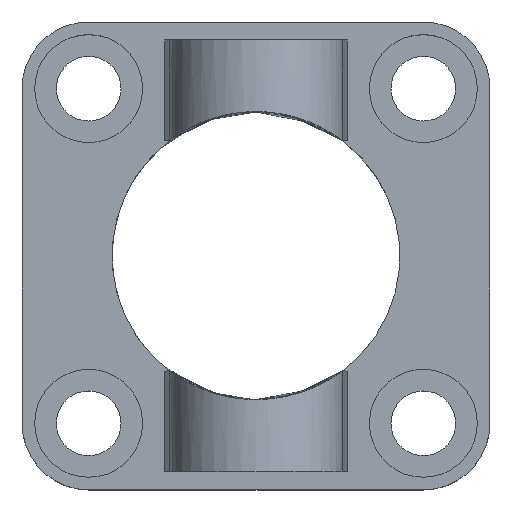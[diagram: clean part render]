
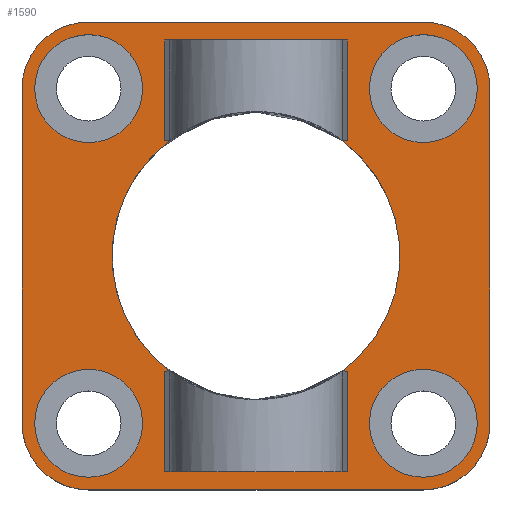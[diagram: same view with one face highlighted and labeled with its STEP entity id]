
A CAD part, top view. The second image highlights one B-rep face of the part: STEP entity #1590.
In plain terms, the highlighted planar face has unit normal (0, 0, 1).
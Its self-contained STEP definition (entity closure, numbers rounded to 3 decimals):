
#49=CARTESIAN_POINT('',(32.5,-23.25,11.0));
#50=VERTEX_POINT('',#49);
#51=CARTESIAN_POINT('',(23.25,-32.5,11.0));
#52=VERTEX_POINT('',#51);
#53=CARTESIAN_POINT('',(23.25,-23.25,11.0));
#54=DIRECTION('',(0.0,0.0,-1.));
#55=DIRECTION('',(0.707,-0.707,0.0));
#56=AXIS2_PLACEMENT_3D('',#53,#54,#55);
#57=CIRCLE('',#56,9.25);
#58=EDGE_CURVE('',#50,#52,#57,.T.);
#100=CARTESIAN_POINT('',(32.5,23.25,11.0));
#101=VERTEX_POINT('',#100);
#108=CARTESIAN_POINT('',(32.5,23.25,11.0));
#109=DIRECTION('',(0.0,-1.0,0.0));
#110=VECTOR('',#109,46.5);
#111=LINE('',#108,#110);
#112=EDGE_CURVE('',#101,#50,#111,.T.);
#236=CARTESIAN_POINT('',(-32.5,23.25,11.0));
#237=VERTEX_POINT('',#236);
#238=CARTESIAN_POINT('',(-23.25,32.5,11.0));
#239=VERTEX_POINT('',#238);
#240=CARTESIAN_POINT('',(-23.25,23.25,11.0));
#241=DIRECTION('',(0.0,0.0,-1.));
#242=DIRECTION('',(-0.707,0.707,0.0));
#243=AXIS2_PLACEMENT_3D('',#240,#241,#242);
#244=CIRCLE('',#243,9.25);
#245=EDGE_CURVE('',#237,#239,#244,.T.);
#269=CARTESIAN_POINT('',(23.25,32.5,11.0));
#270=VERTEX_POINT('',#269);
#271=CARTESIAN_POINT('',(-23.25,32.5,11.0));
#272=DIRECTION('',(1.0,0.0,0.0));
#273=VECTOR('',#272,46.5);
#274=LINE('',#271,#273);
#275=EDGE_CURVE('',#239,#270,#274,.T.);
#292=CARTESIAN_POINT('',(23.25,23.25,11.0));
#293=DIRECTION('',(0.0,0.0,-1.));
#294=DIRECTION('',(0.707,0.707,0.0));
#295=AXIS2_PLACEMENT_3D('',#292,#293,#294);
#296=CIRCLE('',#295,9.25);
#297=EDGE_CURVE('',#270,#101,#296,.T.);
#310=CARTESIAN_POINT('',(-23.25,-32.5,11.0));
#311=VERTEX_POINT('',#310);
#312=CARTESIAN_POINT('',(-32.5,-23.25,11.0));
#313=VERTEX_POINT('',#312);
#314=CARTESIAN_POINT('',(-23.25,-23.25,11.0));
#315=DIRECTION('',(0.0,0.0,-1.));
#316=DIRECTION('',(-0.707,-0.707,0.0));
#317=AXIS2_PLACEMENT_3D('',#314,#315,#316);
#318=CIRCLE('',#317,9.25);
#319=EDGE_CURVE('',#311,#313,#318,.T.);
#345=CARTESIAN_POINT('',(-32.5,-23.25,11.0));
#346=DIRECTION('',(0.0,1.0,0.0));
#347=VECTOR('',#346,46.5);
#348=LINE('',#345,#347);
#349=EDGE_CURVE('',#313,#237,#348,.T.);
#380=CARTESIAN_POINT('',(30.75,-23.25,11.0));
#381=VERTEX_POINT('',#380);
#382=CARTESIAN_POINT('',(23.25,-23.25,11.0));
#383=DIRECTION('',(0.0,0.0,-1.0));
#384=DIRECTION('',(1.0,0.0,0.0));
#385=AXIS2_PLACEMENT_3D('',#382,#383,#384);
#386=CIRCLE('',#385,7.5);
#387=EDGE_CURVE('',#381,#381,#386,.T.);
#449=CARTESIAN_POINT('',(30.75,23.25,11.0));
#450=VERTEX_POINT('',#449);
#451=CARTESIAN_POINT('',(23.25,23.25,11.0));
#452=DIRECTION('',(0.0,0.0,-1.0));
#453=DIRECTION('',(1.0,0.0,0.0));
#454=AXIS2_PLACEMENT_3D('',#451,#452,#453);
#455=CIRCLE('',#454,7.5);
#456=EDGE_CURVE('',#450,#450,#455,.T.);
#518=CARTESIAN_POINT('',(-15.75,23.25,11.0));
#519=VERTEX_POINT('',#518);
#520=CARTESIAN_POINT('',(-23.25,23.25,11.0));
#521=DIRECTION('',(0.0,0.0,-1.0));
#522=DIRECTION('',(1.0,0.0,0.0));
#523=AXIS2_PLACEMENT_3D('',#520,#521,#522);
#524=CIRCLE('',#523,7.5);
#525=EDGE_CURVE('',#519,#519,#524,.T.);
#587=CARTESIAN_POINT('',(-15.75,-23.25,11.0));
#588=VERTEX_POINT('',#587);
#589=CARTESIAN_POINT('',(-23.25,-23.25,11.0));
#590=DIRECTION('',(0.0,0.0,-1.0));
#591=DIRECTION('',(1.0,0.0,0.0));
#592=AXIS2_PLACEMENT_3D('',#589,#590,#591);
#593=CIRCLE('',#592,7.5);
#594=EDGE_CURVE('',#588,#588,#593,.T.);
#1036=CARTESIAN_POINT('',(-12.,16.,11.));
#1037=VERTEX_POINT('',#1036);
#1046=CARTESIAN_POINT('',(-12.,-16.,11.));
#1047=VERTEX_POINT('',#1046);
#1048=CARTESIAN_POINT('',(0.0,0.0,11.));
#1049=DIRECTION('',(0.0,0.0,-1.0));
#1050=DIRECTION('',(-1.0,0.0,0.0));
#1051=AXIS2_PLACEMENT_3D('',#1048,#1049,#1050);
#1052=CIRCLE('',#1051,20.0);
#1053=EDGE_CURVE('',#1047,#1037,#1052,.T.);
#1132=CARTESIAN_POINT('',(12.,-16.,11.));
#1133=VERTEX_POINT('',#1132);
#1140=CARTESIAN_POINT('',(12.,16.,11.));
#1141=VERTEX_POINT('',#1140);
#1142=CARTESIAN_POINT('',(0.0,0.0,11.));
#1143=DIRECTION('',(0.0,0.0,-1.0));
#1144=DIRECTION('',(-1.0,0.0,0.0));
#1145=AXIS2_PLACEMENT_3D('',#1142,#1143,#1144);
#1146=CIRCLE('',#1145,20.0);
#1147=EDGE_CURVE('',#1141,#1133,#1146,.T.);
#1250=CARTESIAN_POINT('',(12.71,-30.0,11.0));
#1251=VERTEX_POINT('',#1250);
#1258=CARTESIAN_POINT('',(12.71,-16.,11.));
#1259=VERTEX_POINT('',#1258);
#1260=CARTESIAN_POINT('',(12.71,-16.,11.));
#1261=DIRECTION('',(0.0,-1.0,0.0));
#1262=VECTOR('',#1261,14.);
#1263=LINE('',#1260,#1262);
#1264=EDGE_CURVE('',#1259,#1251,#1263,.T.);
#1306=CARTESIAN_POINT('',(-12.71,-16.,11.));
#1307=VERTEX_POINT('',#1306);
#1314=CARTESIAN_POINT('',(-12.71,-30.0,11.0));
#1315=VERTEX_POINT('',#1314);
#1316=CARTESIAN_POINT('',(-12.71,-30.0,11.0));
#1317=DIRECTION('',(0.0,1.0,0.0));
#1318=VECTOR('',#1317,14.);
#1319=LINE('',#1316,#1318);
#1320=EDGE_CURVE('',#1315,#1307,#1319,.T.);
#1338=CARTESIAN_POINT('',(-12.,-16.,11.));
#1339=DIRECTION('',(-1.0,0.0,0.0));
#1340=VECTOR('',#1339,0.71);
#1341=LINE('',#1338,#1340);
#1342=EDGE_CURVE('',#1047,#1307,#1341,.T.);
#1355=CARTESIAN_POINT('',(12.71,-16.,11.));
#1356=DIRECTION('',(-1.0,0.0,0.0));
#1357=VECTOR('',#1356,0.71);
#1358=LINE('',#1355,#1357);
#1359=EDGE_CURVE('',#1259,#1133,#1358,.T.);
#1370=CARTESIAN_POINT('',(-12.71,16.,11.));
#1371=VERTEX_POINT('',#1370);
#1378=CARTESIAN_POINT('',(-12.,16.,11.));
#1379=DIRECTION('',(-1.0,0.0,0.0));
#1380=VECTOR('',#1379,0.71);
#1381=LINE('',#1378,#1380);
#1382=EDGE_CURVE('',#1037,#1371,#1381,.T.);
#1393=CARTESIAN_POINT('',(12.71,16.,11.));
#1394=VERTEX_POINT('',#1393);
#1395=CARTESIAN_POINT('',(12.71,16.,11.));
#1396=DIRECTION('',(-1.0,0.0,0.0));
#1397=VECTOR('',#1396,0.71);
#1398=LINE('',#1395,#1397);
#1399=EDGE_CURVE('',#1394,#1141,#1398,.T.);
#1416=CARTESIAN_POINT('',(12.71,-30.0,11.0));
#1417=DIRECTION('',(-1.0,0.0,0.0));
#1418=VECTOR('',#1417,25.42);
#1419=LINE('',#1416,#1418);
#1420=EDGE_CURVE('',#1251,#1315,#1419,.T.);
#1437=CARTESIAN_POINT('',(12.71,30.0,11.0));
#1438=VERTEX_POINT('',#1437);
#1439=CARTESIAN_POINT('',(12.71,30.0,11.0));
#1440=DIRECTION('',(0.0,-1.0,0.0));
#1441=VECTOR('',#1440,14.);
#1442=LINE('',#1439,#1441);
#1443=EDGE_CURVE('',#1438,#1394,#1442,.T.);
#1494=CARTESIAN_POINT('',(-12.71,30.0,11.0));
#1495=VERTEX_POINT('',#1494);
#1502=CARTESIAN_POINT('',(-12.71,16.,11.));
#1503=DIRECTION('',(0.0,1.0,0.0));
#1504=VECTOR('',#1503,14.);
#1505=LINE('',#1502,#1504);
#1506=EDGE_CURVE('',#1371,#1495,#1505,.T.);
#1518=CARTESIAN_POINT('',(-12.71,30.0,11.0));
#1519=DIRECTION('',(1.0,0.0,0.0));
#1520=VECTOR('',#1519,25.42);
#1521=LINE('',#1518,#1520);
#1522=EDGE_CURVE('',#1495,#1438,#1521,.T.);
#1538=CARTESIAN_POINT('',(23.25,-32.5,11.0));
#1539=DIRECTION('',(-1.0,0.0,0.0));
#1540=VECTOR('',#1539,46.5);
#1541=LINE('',#1538,#1540);
#1542=EDGE_CURVE('',#52,#311,#1541,.T.);
#1549=CARTESIAN_POINT('',(0.0,0.,11.0));
#1550=DIRECTION('',(0.0,0.0,1.0));
#1551=DIRECTION('',(1.0,0.0,0.0));
#1552=AXIS2_PLACEMENT_3D('',#1549,#1550,#1551);
#1553=PLANE('',#1552);
#1554=ORIENTED_EDGE('',*,*,#58,.F.);
#1555=ORIENTED_EDGE('',*,*,#112,.F.);
#1556=ORIENTED_EDGE('',*,*,#297,.F.);
#1557=ORIENTED_EDGE('',*,*,#275,.F.);
#1558=ORIENTED_EDGE('',*,*,#245,.F.);
#1559=ORIENTED_EDGE('',*,*,#349,.F.);
#1560=ORIENTED_EDGE('',*,*,#319,.F.);
#1561=ORIENTED_EDGE('',*,*,#1542,.F.);
#1562=EDGE_LOOP('',(#1554,#1555,#1556,#1557,#1558,#1559,#1560,#1561));
#1563=FACE_OUTER_BOUND('',#1562,.T.);
#1564=ORIENTED_EDGE('',*,*,#387,.T.);
#1565=EDGE_LOOP('',(#1564));
#1566=FACE_BOUND('',#1565,.T.);
#1567=ORIENTED_EDGE('',*,*,#456,.T.);
#1568=EDGE_LOOP('',(#1567));
#1569=FACE_BOUND('',#1568,.T.);
#1570=ORIENTED_EDGE('',*,*,#525,.T.);
#1571=EDGE_LOOP('',(#1570));
#1572=FACE_BOUND('',#1571,.T.);
#1573=ORIENTED_EDGE('',*,*,#594,.T.);
#1574=EDGE_LOOP('',(#1573));
#1575=FACE_BOUND('',#1574,.T.);
#1576=ORIENTED_EDGE('',*,*,#1147,.T.);
#1577=ORIENTED_EDGE('',*,*,#1359,.F.);
#1578=ORIENTED_EDGE('',*,*,#1264,.T.);
#1579=ORIENTED_EDGE('',*,*,#1420,.T.);
#1580=ORIENTED_EDGE('',*,*,#1320,.T.);
#1581=ORIENTED_EDGE('',*,*,#1342,.F.);
#1582=ORIENTED_EDGE('',*,*,#1053,.T.);
#1583=ORIENTED_EDGE('',*,*,#1382,.T.);
#1584=ORIENTED_EDGE('',*,*,#1506,.T.);
#1585=ORIENTED_EDGE('',*,*,#1522,.T.);
#1586=ORIENTED_EDGE('',*,*,#1443,.T.);
#1587=ORIENTED_EDGE('',*,*,#1399,.T.);
#1588=EDGE_LOOP('',(#1576,#1577,#1578,#1579,#1580,#1581,#1582,#1583,#1584,#1585,#1586,#1587));
#1589=FACE_BOUND('',#1588,.T.);
#1590=ADVANCED_FACE('',(#1563,#1566,#1569,#1572,#1575,#1589),#1553,.T.);
